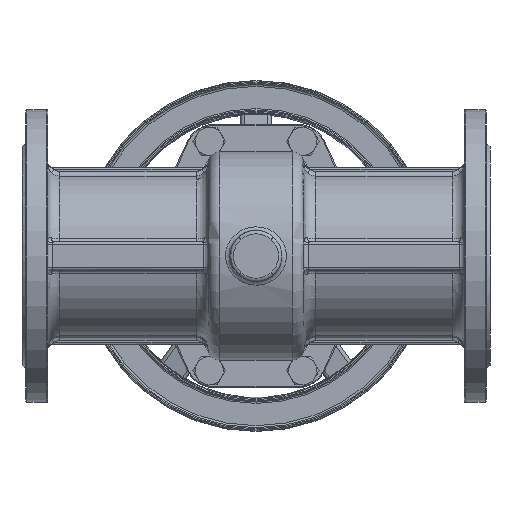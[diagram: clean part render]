
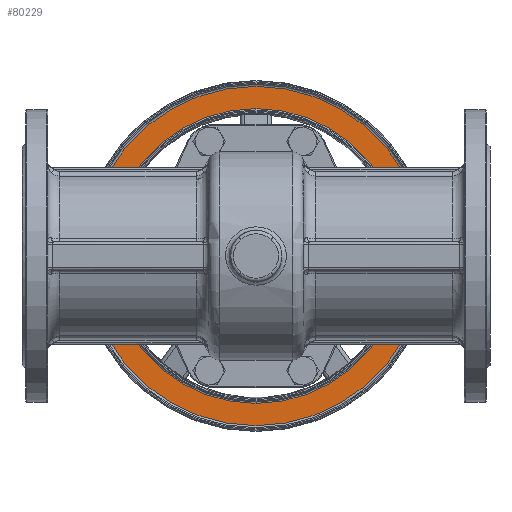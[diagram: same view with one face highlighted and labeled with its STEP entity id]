
A CAD part, front view. The second image highlights one B-rep face of the part: STEP entity #80229.
In plain terms, the highlighted planar face has unit normal (0, -1, 0).
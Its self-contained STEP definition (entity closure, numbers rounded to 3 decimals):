
#2849 = ORIENTED_EDGE ( 'NONE', *, *, #24551, .F. ) ;
#6767 = DIRECTION ( 'NONE',  ( 0., 1., 0. ) ) ;
#6946 = CIRCLE ( 'NONE', #12509, 145.004 ) ;
#8979 = DIRECTION ( 'NONE',  ( 0., 1., 0. ) ) ;
#12509 = AXIS2_PLACEMENT_3D ( 'NONE', #94131, #6767, #23673 ) ;
#17644 = AXIS2_PLACEMENT_3D ( 'NONE', #106563, #88349, #24398 ) ;
#18251 = EDGE_LOOP ( 'NONE', ( #102535 ) ) ;
#20629 = CARTESIAN_POINT ( 'NONE',  ( -145.004, 495., 0. ) ) ;
#23673 = DIRECTION ( 'NONE',  ( -1., 0., 0. ) ) ;
#24398 = DIRECTION ( 'NONE',  ( -1., 0., 0. ) ) ;
#24551 = EDGE_CURVE ( 'NONE', #65237, #65237, #6946, .T. ) ;
#30915 = PLANE ( 'NONE',  #17644 ) ;
#37771 = EDGE_CURVE ( 'NONE', #58724, #58724, #45768, .T. ) ;
#45768 = CIRCLE ( 'NONE', #111399, 126.001 ) ;
#54583 = DIRECTION ( 'NONE',  ( -1., 0., 0. ) ) ;
#58724 = VERTEX_POINT ( 'NONE', #113294 ) ;
#65237 = VERTEX_POINT ( 'NONE', #20629 ) ;
#75507 = FACE_OUTER_BOUND ( 'NONE', #88079, .T. ) ;
#80229 = ADVANCED_FACE ( 'NONE', ( #75507, #103647 ), #30915, .F. ) ;
#81031 = CARTESIAN_POINT ( 'NONE',  ( 0., 495., 0. ) ) ;
#88079 = EDGE_LOOP ( 'NONE', ( #2849 ) ) ;
#88349 = DIRECTION ( 'NONE',  ( 0., 1., 0. ) ) ;
#94131 = CARTESIAN_POINT ( 'NONE',  ( 0., 495., 0. ) ) ;
#102535 = ORIENTED_EDGE ( 'NONE', *, *, #37771, .T. ) ;
#103647 = FACE_BOUND ( 'NONE', #18251, .T. ) ;
#106563 = CARTESIAN_POINT ( 'NONE',  ( 126.001, 495., 0. ) ) ;
#111399 = AXIS2_PLACEMENT_3D ( 'NONE', #81031, #8979, #54583 ) ;
#113294 = CARTESIAN_POINT ( 'NONE',  ( -126.001, 495., 0. ) ) ;
